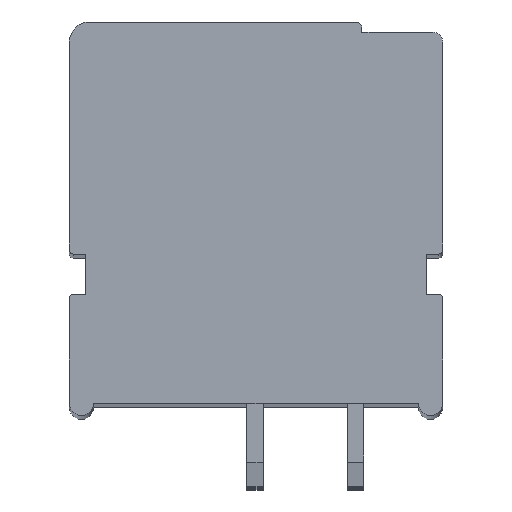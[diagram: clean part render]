
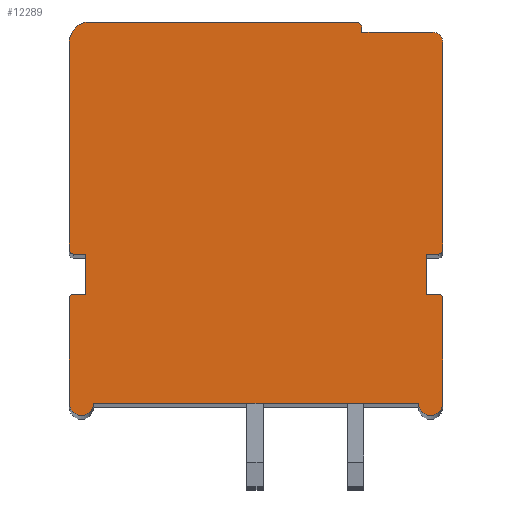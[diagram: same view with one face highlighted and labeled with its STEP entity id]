
A CAD part, top view. The second image highlights one B-rep face of the part: STEP entity #12289.
In plain terms, the highlighted planar face has unit normal (0, 0, 1).
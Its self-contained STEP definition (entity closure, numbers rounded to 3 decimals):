
#1658=CARTESIAN_POINT('',(8.75,8.75,4.7));
#1659=DIRECTION('',(0.,0.,1.));
#1660=DIRECTION('',(1.,0.,0.));
#1661=AXIS2_PLACEMENT_3D('',#1658,#1659,#1660);
#1663=DIRECTION('',(0.,1.,0.));
#1664=VECTOR('',#1663,10.3);
#1665=CARTESIAN_POINT('',(9.25,-1.55,4.7));
#1666=LINE('',#1665,#1664);
#1667=CARTESIAN_POINT('',(9.05,-1.55,4.7));
#1668=DIRECTION('',(0.,0.,1.));
#1669=DIRECTION('',(0.,-1.,0.));
#1670=AXIS2_PLACEMENT_3D('',#1667,#1668,#1669);
#1672=DIRECTION('',(1.,0.,0.));
#1673=VECTOR('',#1672,0.6);
#1674=CARTESIAN_POINT('',(8.45,-1.75,4.7));
#1675=LINE('',#1674,#1673);
#1676=DIRECTION('',(0.,1.,0.));
#1677=VECTOR('',#1676,2.);
#1678=CARTESIAN_POINT('',(8.45,-3.75,4.7));
#1679=LINE('',#1678,#1677);
#1680=DIRECTION('',(-1.,0.,0.));
#1681=VECTOR('',#1680,0.6);
#1682=CARTESIAN_POINT('',(9.05,-3.75,4.7));
#1683=LINE('',#1682,#1681);
#1684=CARTESIAN_POINT('',(9.05,-3.95,4.7));
#1685=DIRECTION('',(0.,0.,1.));
#1686=DIRECTION('',(1.,0.,0.));
#1687=AXIS2_PLACEMENT_3D('',#1684,#1685,#1686);
#1689=DIRECTION('',(0.,1.,0.));
#1690=VECTOR('',#1689,5.2);
#1691=CARTESIAN_POINT('',(9.25,-9.15,4.7));
#1692=LINE('',#1691,#1690);
#1693=CARTESIAN_POINT('',(8.65,-9.15,4.7));
#1694=DIRECTION('',(0.,0.,1.));
#1695=DIRECTION('',(-1.,0.,0.));
#1696=AXIS2_PLACEMENT_3D('',#1693,#1694,#1695);
#1698=DIRECTION('',(1.,0.,0.));
#1699=VECTOR('',#1698,16.1);
#1700=CARTESIAN_POINT('',(-8.05,-9.15,4.7));
#1701=LINE('',#1700,#1699);
#1702=CARTESIAN_POINT('',(-8.65,-9.15,4.7));
#1703=DIRECTION('',(0.,0.,1.));
#1704=DIRECTION('',(-1.,0.,0.));
#1705=AXIS2_PLACEMENT_3D('',#1702,#1703,#1704);
#1707=DIRECTION('',(0.,-1.,0.));
#1708=VECTOR('',#1707,5.2);
#1709=CARTESIAN_POINT('',(-9.25,-3.95,4.7));
#1710=LINE('',#1709,#1708);
#1711=CARTESIAN_POINT('',(-9.05,-3.95,4.7));
#1712=DIRECTION('',(0.,0.,1.));
#1713=DIRECTION('',(0.,1.,0.));
#1714=AXIS2_PLACEMENT_3D('',#1711,#1712,#1713);
#1716=DIRECTION('',(-1.,0.,0.));
#1717=VECTOR('',#1716,0.6);
#1718=CARTESIAN_POINT('',(-8.45,-3.75,4.7));
#1719=LINE('',#1718,#1717);
#1720=DIRECTION('',(0.,-1.,0.));
#1721=VECTOR('',#1720,2.);
#1722=CARTESIAN_POINT('',(-8.45,-1.75,4.7));
#1723=LINE('',#1722,#1721);
#1724=DIRECTION('',(1.,0.,0.));
#1725=VECTOR('',#1724,0.6);
#1726=CARTESIAN_POINT('',(-9.05,-1.75,4.7));
#1727=LINE('',#1726,#1725);
#1728=CARTESIAN_POINT('',(-9.05,-1.55,4.7));
#1729=DIRECTION('',(0.,0.,1.));
#1730=DIRECTION('',(-1.,0.,0.));
#1731=AXIS2_PLACEMENT_3D('',#1728,#1729,#1730);
#1733=DIRECTION('',(0.,-1.,0.));
#1734=VECTOR('',#1733,10.3);
#1735=CARTESIAN_POINT('',(-9.25,8.75,4.7));
#1736=LINE('',#1735,#1734);
#1737=CARTESIAN_POINT('',(-8.25,8.75,4.7));
#1738=DIRECTION('',(0.,0.,1.));
#1739=DIRECTION('',(0.,1.,0.));
#1740=AXIS2_PLACEMENT_3D('',#1737,#1738,#1739);
#1742=DIRECTION('',(-1.,0.,0.));
#1743=VECTOR('',#1742,13.2);
#1744=CARTESIAN_POINT('',(4.95,9.75,4.7));
#1745=LINE('',#1744,#1743);
#1746=CARTESIAN_POINT('',(4.95,9.45,4.7));
#1747=DIRECTION('',(0.,0.,1.));
#1748=DIRECTION('',(1.,0.,0.));
#1749=AXIS2_PLACEMENT_3D('',#1746,#1747,#1748);
#1751=DIRECTION('',(0.,1.,0.));
#1752=VECTOR('',#1751,0.2);
#1753=CARTESIAN_POINT('',(5.25,9.25,4.7));
#1754=LINE('',#1753,#1752);
#1755=DIRECTION('',(-1.,0.,0.));
#1756=VECTOR('',#1755,3.5);
#1757=CARTESIAN_POINT('',(8.75,9.25,4.7));
#1758=LINE('',#1757,#1756);
#8273=CARTESIAN_POINT('',(9.25,8.75,4.7));
#8274=CARTESIAN_POINT('',(8.75,9.25,4.7));
#8275=VERTEX_POINT('',#8273);
#8276=VERTEX_POINT('',#8274);
#8277=CARTESIAN_POINT('',(5.25,9.25,4.7));
#8278=VERTEX_POINT('',#8277);
#8279=CARTESIAN_POINT('',(5.25,9.45,4.7));
#8280=VERTEX_POINT('',#8279);
#8281=CARTESIAN_POINT('',(4.95,9.75,4.7));
#8282=VERTEX_POINT('',#8281);
#8283=CARTESIAN_POINT('',(-8.25,9.75,4.7));
#8284=VERTEX_POINT('',#8283);
#8285=CARTESIAN_POINT('',(-9.25,8.75,4.7));
#8286=VERTEX_POINT('',#8285);
#8287=CARTESIAN_POINT('',(-9.25,-1.55,4.7));
#8288=VERTEX_POINT('',#8287);
#8289=CARTESIAN_POINT('',(-9.05,-1.75,4.7));
#8290=VERTEX_POINT('',#8289);
#8291=CARTESIAN_POINT('',(-8.45,-1.75,4.7));
#8292=VERTEX_POINT('',#8291);
#8293=CARTESIAN_POINT('',(-8.45,-3.75,4.7));
#8294=VERTEX_POINT('',#8293);
#8295=CARTESIAN_POINT('',(-9.05,-3.75,4.7));
#8296=VERTEX_POINT('',#8295);
#8297=CARTESIAN_POINT('',(-9.25,-3.95,4.7));
#8298=VERTEX_POINT('',#8297);
#8299=CARTESIAN_POINT('',(-9.25,-9.15,4.7));
#8300=VERTEX_POINT('',#8299);
#8301=CARTESIAN_POINT('',(-8.05,-9.15,4.7));
#8302=VERTEX_POINT('',#8301);
#8303=CARTESIAN_POINT('',(8.05,-9.15,4.7));
#8304=VERTEX_POINT('',#8303);
#8305=CARTESIAN_POINT('',(9.25,-9.15,4.7));
#8306=VERTEX_POINT('',#8305);
#8307=CARTESIAN_POINT('',(9.25,-3.95,4.7));
#8308=VERTEX_POINT('',#8307);
#8309=CARTESIAN_POINT('',(9.05,-3.75,4.7));
#8310=VERTEX_POINT('',#8309);
#8311=CARTESIAN_POINT('',(8.45,-3.75,4.7));
#8312=VERTEX_POINT('',#8311);
#8313=CARTESIAN_POINT('',(8.45,-1.75,4.7));
#8314=VERTEX_POINT('',#8313);
#8315=CARTESIAN_POINT('',(9.05,-1.75,4.7));
#8316=VERTEX_POINT('',#8315);
#8317=CARTESIAN_POINT('',(9.25,-1.55,4.7));
#8318=VERTEX_POINT('',#8317);
#12259=CARTESIAN_POINT('',(0.,0.,4.7));
#12260=DIRECTION('',(0.,0.,1.));
#12261=DIRECTION('',(1.,0.,0.));
#12262=AXIS2_PLACEMENT_3D('',#12259,#12260,#12261);
#12263=PLANE('',#12262);
#12264=ORIENTED_EDGE('',*,*,#10933,.F.);
#12265=ORIENTED_EDGE('',*,*,#10948,.F.);
#12266=ORIENTED_EDGE('',*,*,#10962,.F.);
#12267=ORIENTED_EDGE('',*,*,#10976,.F.);
#12268=ORIENTED_EDGE('',*,*,#10990,.F.);
#12269=ORIENTED_EDGE('',*,*,#11004,.F.);
#12270=ORIENTED_EDGE('',*,*,#11018,.F.);
#12271=ORIENTED_EDGE('',*,*,#11032,.F.);
#12272=ORIENTED_EDGE('',*,*,#11046,.F.);
#12273=ORIENTED_EDGE('',*,*,#11060,.F.);
#12274=ORIENTED_EDGE('',*,*,#11514,.F.);
#12275=ORIENTED_EDGE('',*,*,#11528,.F.);
#12276=ORIENTED_EDGE('',*,*,#11542,.F.);
#12277=ORIENTED_EDGE('',*,*,#11556,.F.);
#12278=ORIENTED_EDGE('',*,*,#11570,.F.);
#12279=ORIENTED_EDGE('',*,*,#11584,.F.);
#12280=ORIENTED_EDGE('',*,*,#11598,.F.);
#12281=ORIENTED_EDGE('',*,*,#11612,.F.);
#12282=ORIENTED_EDGE('',*,*,#11626,.F.);
#12283=ORIENTED_EDGE('',*,*,#11640,.F.);
#12284=ORIENTED_EDGE('',*,*,#12006,.F.);
#12285=ORIENTED_EDGE('',*,*,#12020,.F.);
#12286=ORIENTED_EDGE('',*,*,#12033,.F.);
#12287=EDGE_LOOP('',(#12264,#12265,#12266,#12267,#12268,#12269,#12270,#12271,
#12272,#12273,#12274,#12275,#12276,#12277,#12278,#12279,#12280,#12281,#12282,
#12283,#12284,#12285,#12286));
#12288=FACE_OUTER_BOUND('',#12287,.F.);
#1662=CIRCLE('',#1661,0.5);
#1671=CIRCLE('',#1670,0.2);
#1688=CIRCLE('',#1687,0.2);
#1697=CIRCLE('',#1696,0.6);
#1706=CIRCLE('',#1705,0.6);
#1715=CIRCLE('',#1714,0.2);
#1732=CIRCLE('',#1731,0.2);
#1741=CIRCLE('',#1740,1.);
#1750=CIRCLE('',#1749,0.3);
#10933=EDGE_CURVE('',#8275,#8276,#1662,.T.);
#10948=EDGE_CURVE('',#8318,#8275,#1666,.T.);
#10962=EDGE_CURVE('',#8316,#8318,#1671,.T.);
#10976=EDGE_CURVE('',#8314,#8316,#1675,.T.);
#10990=EDGE_CURVE('',#8312,#8314,#1679,.T.);
#11004=EDGE_CURVE('',#8310,#8312,#1683,.T.);
#11018=EDGE_CURVE('',#8308,#8310,#1688,.T.);
#11032=EDGE_CURVE('',#8306,#8308,#1692,.T.);
#11046=EDGE_CURVE('',#8304,#8306,#1697,.T.);
#11060=EDGE_CURVE('',#8302,#8304,#1701,.T.);
#11514=EDGE_CURVE('',#8300,#8302,#1706,.T.);
#11528=EDGE_CURVE('',#8298,#8300,#1710,.T.);
#11542=EDGE_CURVE('',#8296,#8298,#1715,.T.);
#11556=EDGE_CURVE('',#8294,#8296,#1719,.T.);
#11570=EDGE_CURVE('',#8292,#8294,#1723,.T.);
#11584=EDGE_CURVE('',#8290,#8292,#1727,.T.);
#11598=EDGE_CURVE('',#8288,#8290,#1732,.T.);
#11612=EDGE_CURVE('',#8286,#8288,#1736,.T.);
#11626=EDGE_CURVE('',#8284,#8286,#1741,.T.);
#11640=EDGE_CURVE('',#8282,#8284,#1745,.T.);
#12006=EDGE_CURVE('',#8280,#8282,#1750,.T.);
#12020=EDGE_CURVE('',#8278,#8280,#1754,.T.);
#12033=EDGE_CURVE('',#8276,#8278,#1758,.T.);
#12289=ADVANCED_FACE('',(#12288),#12263,.T.);
